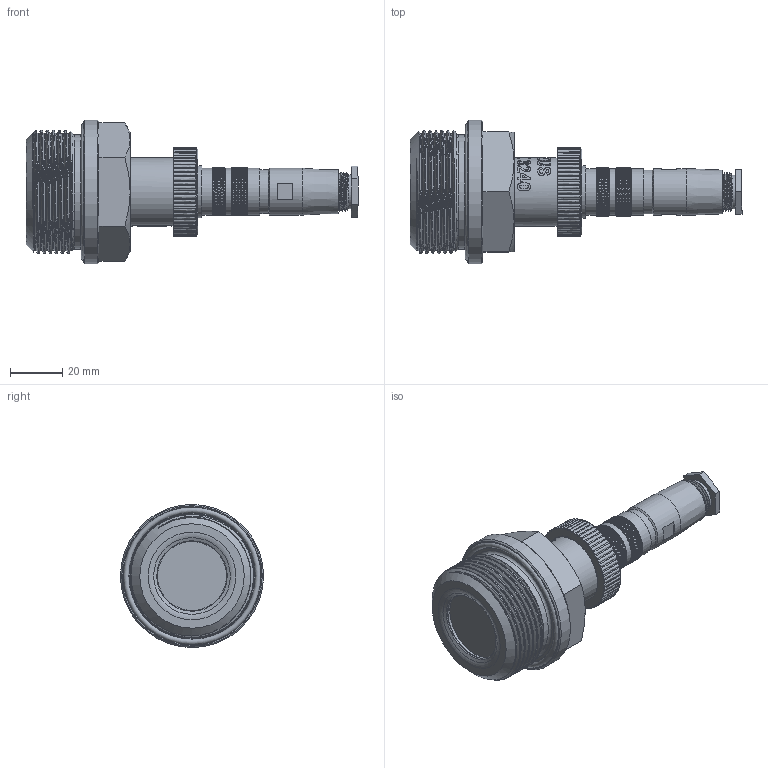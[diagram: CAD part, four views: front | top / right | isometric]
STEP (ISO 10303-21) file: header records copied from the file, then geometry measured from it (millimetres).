
FILE_DESCRIPTION(/* description */ (''),/* implementation_level */ '2;1');
FILE_NAME(/* name */ 'APZ3240_G1-1''2DIN-PVDF_Binder723.step',/* time_stamp */ '2021-06-24T16:49:16+03:00',/* author */ (''),/* organization */ (''),/* preprocessor_version */ 'ST-DEVELOPER v18.1',/* originating_system */ 'Autodesk Translation Framework v10.9.0.1377',/* authorisation */ '');
FILE_SCHEMA (('AUTOMOTIVE_DESIGN { 1 0 10303 214 3 1 1 }'));
Products named in the file (8): апз 3240 заполненый; OMAL nut M27x1.5 v8; Ш100.000.005 v4; Binder 723 assembly v4; Binder 723 female v10; Binder 723 male v8; G1-1'2 DIN PVDF; Shell
Assembly tree (6 placements, depth 3):
  апз 3240 заполненый
    OMAL nut M27x1.5 v8
    Ш100.000.005 v4
    Binder 723 assembly v4
      Binder 723 female v10
      Binder 723 male v8
    Shell
  G1-1'2 DIN PVDF
Bounding box: 127.57 x 55 x 55 mm (x, y, z)
Volume: 110119.4 mm3; surface area: 33753 mm2
Topology: 9 solids, 9 shells, 3544 faces, 8971 edges, 5871 vertices
Faces by surface type: plane 2157, cylinder 630, bspline 440, cone 301, torus 16
Full cylindrical faces by diameter (mm): 1 x15, 1.5 x5, 10 x1, 11.8 x1, 12 x1, 13 x1, 13.5 x1, 13.741 x3, 14.884 x2, 15.044 x5, 15.2 x1, 15.908 x4, 16.8 x1, 17.044 x7, 17.283 x6, 17.6 x1, 17.908 x7, 18 x4, 18.124 x7, 18.161 x2, 20 x1, 21.4 x2, 22.3 x1, 24.5 x1, 25.132 x3, 25.526 x4, 26.5 x5, 27.208 x5, 33.8 x1, 34.737 x4
Entity records: 135924 total; most frequent: CARTESIAN_POINT 51221, DIRECTION 18013, ORIENTED_EDGE 17942, EDGE_CURVE 8971, AXIS2_PLACEMENT_3D 7777, VERTEX_POINT 5871, EDGE_LOOP 3978, ELLIPSE 3870
